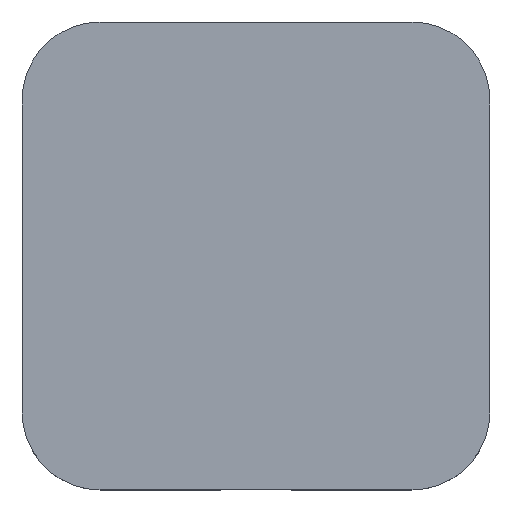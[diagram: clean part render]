
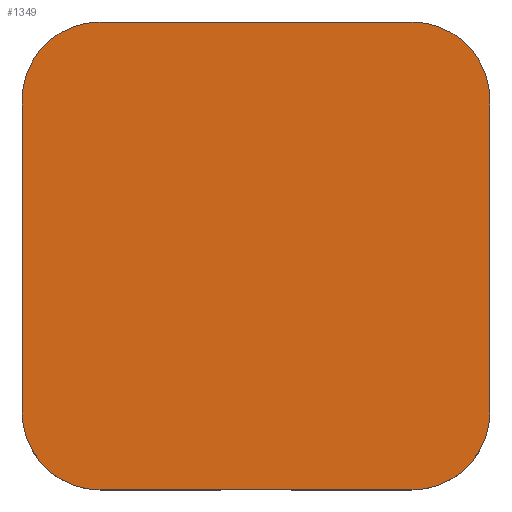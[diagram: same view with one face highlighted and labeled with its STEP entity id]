
A CAD part, top view. The second image highlights one B-rep face of the part: STEP entity #1349.
In plain terms, the highlighted planar face has unit normal (0, 0, 1).
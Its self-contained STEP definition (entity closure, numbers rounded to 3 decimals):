
#121=CIRCLE('',#1500,11.);
#122=CIRCLE('',#1503,11.);
#123=CIRCLE('',#1506,11.);
#124=CIRCLE('',#1508,11.);
#153=FACE_OUTER_BOUND('',#234,.T.);
#234=EDGE_LOOP('',(#1080,#1081,#1082,#1083,#1084,#1085,#1086,#1087));
#293=LINE('',#2006,#424);
#360=LINE('',#2277,#491);
#363=LINE('',#2285,#494);
#366=LINE('',#2293,#497);
#424=VECTOR('',#1577,10.);
#491=VECTOR('',#1814,10.);
#494=VECTOR('',#1823,10.);
#497=VECTOR('',#1832,10.);
#552=VERTEX_POINT('',#2003);
#553=VERTEX_POINT('',#2005);
#671=VERTEX_POINT('',#2274);
#672=VERTEX_POINT('',#2276);
#673=VERTEX_POINT('',#2280);
#674=VERTEX_POINT('',#2284);
#675=VERTEX_POINT('',#2288);
#676=VERTEX_POINT('',#2292);
#689=EDGE_CURVE('',#553,#552,#293,.T.);
#822=EDGE_CURVE('',#672,#671,#360,.T.);
#824=EDGE_CURVE('',#673,#672,#121,.T.);
#826=EDGE_CURVE('',#674,#673,#363,.T.);
#828=EDGE_CURVE('',#675,#674,#122,.T.);
#830=EDGE_CURVE('',#676,#675,#366,.T.);
#832=EDGE_CURVE('',#552,#676,#123,.T.);
#833=EDGE_CURVE('',#671,#553,#124,.T.);
#1080=ORIENTED_EDGE('',*,*,#833,.T.);
#1081=ORIENTED_EDGE('',*,*,#689,.T.);
#1082=ORIENTED_EDGE('',*,*,#832,.T.);
#1083=ORIENTED_EDGE('',*,*,#830,.T.);
#1084=ORIENTED_EDGE('',*,*,#828,.T.);
#1085=ORIENTED_EDGE('',*,*,#826,.T.);
#1086=ORIENTED_EDGE('',*,*,#824,.T.);
#1087=ORIENTED_EDGE('',*,*,#822,.T.);
#1304=PLANE('',#1507);
#1349=ADVANCED_FACE('',(#153),#1304,.T.);
#1500=AXIS2_PLACEMENT_3D('',#2281,#1818,#1819);
#1503=AXIS2_PLACEMENT_3D('',#2289,#1827,#1828);
#1506=AXIS2_PLACEMENT_3D('',#2296,#1836,#1837);
#1507=AXIS2_PLACEMENT_3D('',#2297,#1838,#1839);
#1508=AXIS2_PLACEMENT_3D('',#2298,#1840,#1841);
#1577=DIRECTION('',(1.,0.,0.));
#1814=DIRECTION('',(0.,-1.,0.));
#1818=DIRECTION('center_axis',(0.,0.,1.));
#1819=DIRECTION('ref_axis',(0.,1.,0.));
#1823=DIRECTION('',(-1.,0.,0.));
#1827=DIRECTION('center_axis',(0.,0.,1.));
#1828=DIRECTION('ref_axis',(1.,0.,0.));
#1832=DIRECTION('',(0.,1.,0.));
#1836=DIRECTION('center_axis',(0.,0.,1.));
#1837=DIRECTION('ref_axis',(0.,-1.,0.));
#1838=DIRECTION('center_axis',(0.,0.,1.));
#1839=DIRECTION('ref_axis',(-1.,0.,0.));
#1840=DIRECTION('center_axis',(0.,0.,1.));
#1841=DIRECTION('ref_axis',(-1.,0.,0.));
#2003=CARTESIAN_POINT('',(22.,-33.,7.));
#2005=CARTESIAN_POINT('',(-22.,-33.,7.));
#2006=CARTESIAN_POINT('',(22.,-33.,7.));
#2274=CARTESIAN_POINT('',(-33.,-22.,7.));
#2276=CARTESIAN_POINT('',(-33.,22.,7.));
#2277=CARTESIAN_POINT('',(-33.,-22.,7.));
#2280=CARTESIAN_POINT('',(-22.,33.,7.));
#2281=CARTESIAN_POINT('Origin',(-22.,22.,7.));
#2284=CARTESIAN_POINT('',(22.,33.,7.));
#2285=CARTESIAN_POINT('',(-22.,33.,7.));
#2288=CARTESIAN_POINT('',(33.,22.,7.));
#2289=CARTESIAN_POINT('Origin',(22.,22.,7.));
#2292=CARTESIAN_POINT('',(33.,-22.,7.));
#2293=CARTESIAN_POINT('',(33.,22.,7.));
#2296=CARTESIAN_POINT('Origin',(22.,-22.,7.));
#2297=CARTESIAN_POINT('Origin',(0.,0.,
7.));
#2298=CARTESIAN_POINT('Origin',(-22.,-22.,7.));
